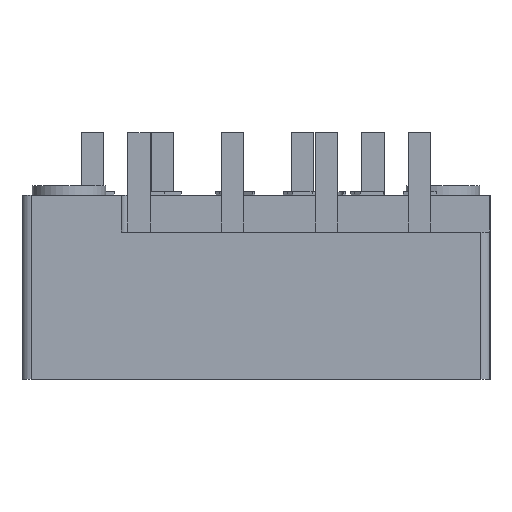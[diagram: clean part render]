
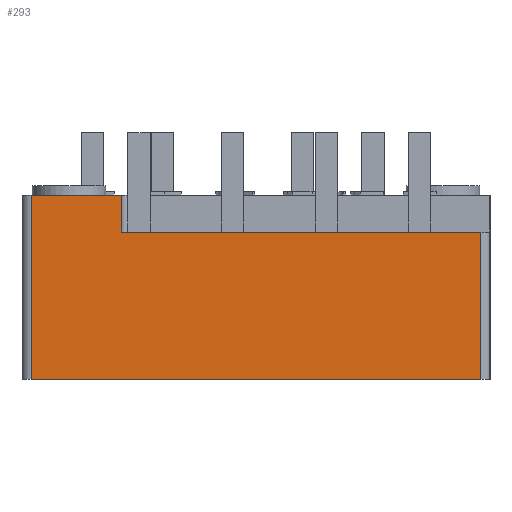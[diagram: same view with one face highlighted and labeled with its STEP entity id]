
A CAD part, left-side view. The second image highlights one B-rep face of the part: STEP entity #293.
In plain terms, the highlighted planar face has unit normal (-1, 0, 0).
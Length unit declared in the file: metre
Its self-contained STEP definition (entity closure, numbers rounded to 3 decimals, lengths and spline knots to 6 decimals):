
#293 = ADVANCED_FACE( '', ( #744 ), #745, .T. );
#744 = FACE_OUTER_BOUND( '', #1465, .T. );
#745 = PLANE( '', #1466 );
#1465 = EDGE_LOOP( '', ( #2503, #2504, #2505, #2506, #2507, #2508 ) );
#1466 = AXIS2_PLACEMENT_3D( '', #2509, #2510, #2511 );
#2503 = ORIENTED_EDGE( '', *, *, #4145, .T. );
#2504 = ORIENTED_EDGE( '', *, *, #4146, .T. );
#2505 = ORIENTED_EDGE( '', *, *, #4147, .F. );
#2506 = ORIENTED_EDGE( '', *, *, #4148, .T. );
#2507 = ORIENTED_EDGE( '', *, *, #4149, .F. );
#2508 = ORIENTED_EDGE( '', *, *, #4150, .T. );
#2509 = CARTESIAN_POINT( '', ( -0.0254, 0.0127, -0.01 ) );
#2510 = DIRECTION( '', ( -1., 0., 0. ) );
#2511 = DIRECTION( '', ( 0., 0., 1. ) );
#4145 = EDGE_CURVE( '', #4973, #4974, #4975, .T. );
#4146 = EDGE_CURVE( '', #4974, #4976, #4977, .T. );
#4147 = EDGE_CURVE( '', #4978, #4976, #4979, .T. );
#4148 = EDGE_CURVE( '', #4978, #4980, #4981, .T. );
#4149 = EDGE_CURVE( '', #4982, #4980, #4983, .T. );
#4150 = EDGE_CURVE( '', #4982, #4973, #4984, .T. );
#4973 = VERTEX_POINT( '', #6233 );
#4974 = VERTEX_POINT( '', #6234 );
#4975 = LINE( '', #6235, #6236 );
#4976 = VERTEX_POINT( '', #6237 );
#4977 = LINE( '', #6238, #6239 );
#4978 = VERTEX_POINT( '', #6240 );
#4979 = LINE( '', #6241, #6242 );
#4980 = VERTEX_POINT( '', #6243 );
#4981 = LINE( '', #6244, #6245 );
#4982 = VERTEX_POINT( '', #6246 );
#4983 = LINE( '', #6247, #6248 );
#4984 = LINE( '', #6249, #6250 );
#6233 = CARTESIAN_POINT( '', ( -0.0254, 0.0122, -0.01 ) );
#6234 = CARTESIAN_POINT( '', ( -0.0254, -0.0122, -0.01 ) );
#6235 = CARTESIAN_POINT( '', ( -0.0254, 0.0127, -0.01 ) );
#6236 = VECTOR( '', #7651, 1. );
#6237 = CARTESIAN_POINT( '', ( -0.0254, -0.0122, -0.002 ) );
#6238 = CARTESIAN_POINT( '', ( -0.0254, -0.0122, -0.01 ) );
#6239 = VECTOR( '', #7652, 1. );
#6240 = CARTESIAN_POINT( '', ( -0.0254, 0.0073, -0.002 ) );
#6241 = CARTESIAN_POINT( '', ( -0.0254, 0.0073, -0.002 ) );
#6242 = VECTOR( '', #7653, 1. );
#6243 = CARTESIAN_POINT( '', ( -0.0254, 0.0073, 0. ) );
#6244 = CARTESIAN_POINT( '', ( -0.0254, 0.0073, -0.002 ) );
#6245 = VECTOR( '', #7654, 1. );
#6246 = CARTESIAN_POINT( '', ( -0.0254, 0.0122, 0. ) );
#6247 = CARTESIAN_POINT( '', ( -0.0254, 0.0127, 0. ) );
#6248 = VECTOR( '', #7655, 1. );
#6249 = CARTESIAN_POINT( '', ( -0.0254, 0.0122, -0.01 ) );
#6250 = VECTOR( '', #7656, 1. );
#7651 = DIRECTION( '', ( 0., -1., 0. ) );
#7652 = DIRECTION( '', ( 0., 0., 1. ) );
#7653 = DIRECTION( '', ( 0., -1., 0. ) );
#7654 = DIRECTION( '', ( 0., 0., 1. ) );
#7655 = DIRECTION( '', ( 0., -1., 0. ) );
#7656 = DIRECTION( '', ( 0., 0., -1. ) );
